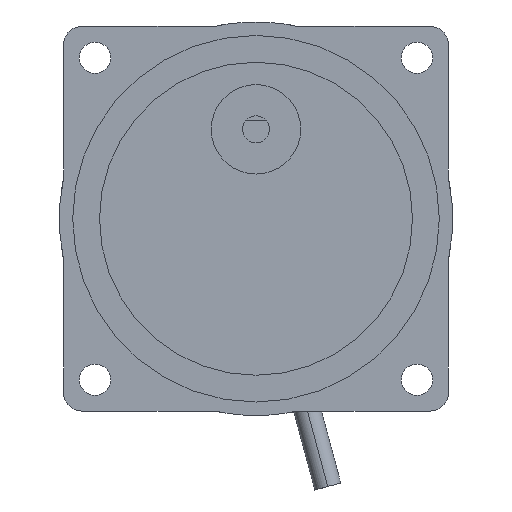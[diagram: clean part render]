
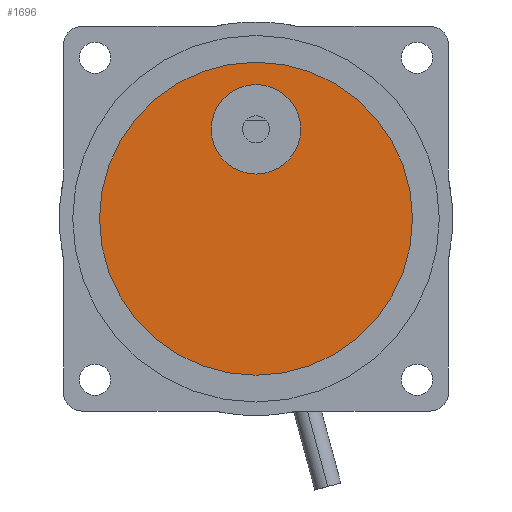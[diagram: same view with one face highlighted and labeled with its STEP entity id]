
A CAD part, left-side view. The second image highlights one B-rep face of the part: STEP entity #1696.
In plain terms, the highlighted planar face has unit normal (-1, 0, 0).
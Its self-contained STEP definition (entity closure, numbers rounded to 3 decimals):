
#1588=CARTESIAN_POINT('POINT190',(2.,0.,-27.5));
#1589=VERTEX_POINT('VERTEX190',#1588);
#1597=CARTESIAN_POINT('POINT191',(2.,0.,
   7.5));
#1598=VERTEX_POINT('VERTEX191',#1597);
#1605=CARTESIAN_POINT('POS281',(2.,0.,-10.));
#1606=DIRECTION('DIR432',(1.,0.,0.));
#1607=DIRECTION('DIR433',(0.,0.,-1.));
#1608=AXIS2_PLACEMENT_3D('AXIS152',#1605,#1606,#1607);
#1609=CIRCLE('ELLIPSE78',#1608,17.5);
#1610=EDGE_CURVE('EDGE289',#1598,#1589,#1609,.T.);
#1621=EDGE_CURVE('EDGE290',#1589,#1598,#1609,.T.);
#1672=ORIENTED_EDGE('COEDGE585',*,*,#1621,.F.);
#1673=ORIENTED_EDGE('COEDGE586',*,*,#1610,.F.);
#1674=EDGE_LOOP('NONE',(#1672,#1673));
#1675=FACE_BOUND('LOOP1',#1674,.T.);
#1676=CARTESIAN_POINT('POINT194',(2.,0.,-5.));
#1677=VERTEX_POINT('VERTEX194',#1676);
#1678=CARTESIAN_POINT('POINT195',(2.,0.,
   5.));
#1679=VERTEX_POINT('VERTEX195',#1678);
#1680=CARTESIAN_POINT('POS287',(2.,0.,0.)
   );
#1681=DIRECTION('DIR442',(1.,0.,0.));
#1682=DIRECTION('DIR443',(0.,0.,-1.));
#1683=AXIS2_PLACEMENT_3D('AXIS156',#1680,#1681,#1682);
#1684=CIRCLE('ELLIPSE80',#1683,5.);
#1685=EDGE_CURVE('EDGE295',#1677,#1679,#1684,.T.);
#1686=ORIENTED_EDGE('COEDGE587',*,*,#1685,.T.);
#1687=EDGE_CURVE('EDGE296',#1679,#1677,#1684,.T.);
#1688=ORIENTED_EDGE('COEDGE588',*,*,#1687,.T.);
#1689=EDGE_LOOP('NONE',(#1686,#1688));
#1690=FACE_BOUND('LOOP1',#1689,.T.);
#1691=CARTESIAN_POINT('POS288',(2.,0.,-10.));
#1692=DIRECTION('DIR444',(1.,0.,0.));
#1693=DIRECTION('DIR445',(0.,1.,0.));
#1694=AXIS2_PLACEMENT_3D('AXIS157',#1691,#1692,#1693);
#1695=PLANE('PLANE42',#1694);
#1696=ADVANCED_FACE('FACE116',(#1675,#1690),#1695,.F.);
